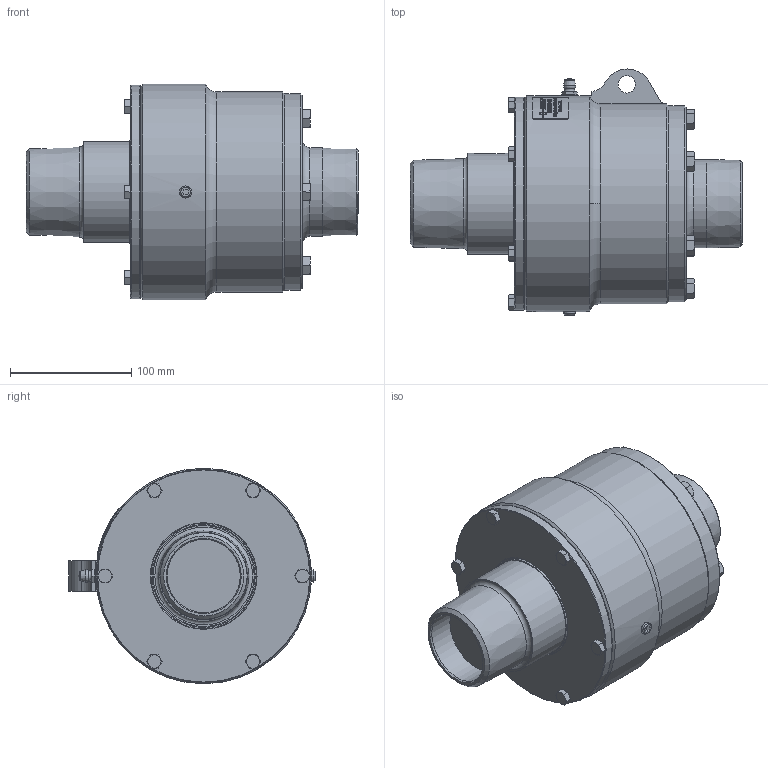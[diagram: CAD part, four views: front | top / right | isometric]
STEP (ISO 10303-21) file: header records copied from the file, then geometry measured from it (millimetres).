
FILE_DESCRIPTION(/* description */ (''),/* implementation_level */ '2;1');
FILE_NAME(/* name */ '6250-066-115-IC.stp',/* time_stamp */ '2020-05-21T10:15:19-05:00',/* author */ ('dyurkovich'),/* organization */ (''),/* preprocessor_version */ 'ST-DEVELOPER v18',/* originating_system */ 'Autodesk Inventor 2020',/* authorisation */ '');
FILE_SCHEMA (('AUTOMOTIVE_DESIGN { 1 0 10303 214 3 1 1 }'));
Products named in the file (1): 6250-066-115-IC
Bounding box: 273.78 x 202.9 x 177.8 mm (x, y, z)
Volume: 3670446.1 mm3; surface area: 185978.8 mm2
Topology: 2 solids, 15 shells, 1147 faces, 2942 edges, 1922 vertices
Faces by surface type: plane 446, bspline 432, cylinder 137, cone 113, torus 18, sphere 1
Full cylindrical faces by diameter (mm): 5 x1, 7 x6, 9.525 x6, 10.287 x1, 10.3 x6, 11.125 x6, 14.275 x6, 14.3 x1, 60.3 x2, 73.025 x1, 83.3 x1, 84.96 x1, 87 x1, 153.775 x1, 161.9 x1, 165.1 x1, 171.237 x1, 176 x1, 177.8 x1
Entity records: 130453 total; most frequent: CARTESIAN_POINT 104504, ORIENTED_EDGE 5886, DIRECTION 4313, EDGE_CURVE 2943, VERTEX_POINT 1923, AXIS2_PLACEMENT_3D 1568, EDGE_LOOP 1270, LINE 1177
